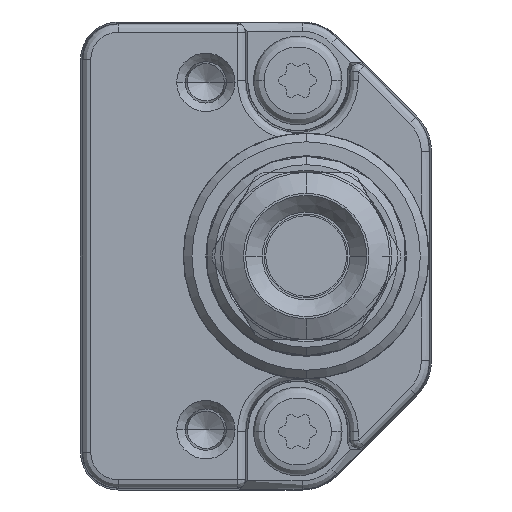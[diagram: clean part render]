
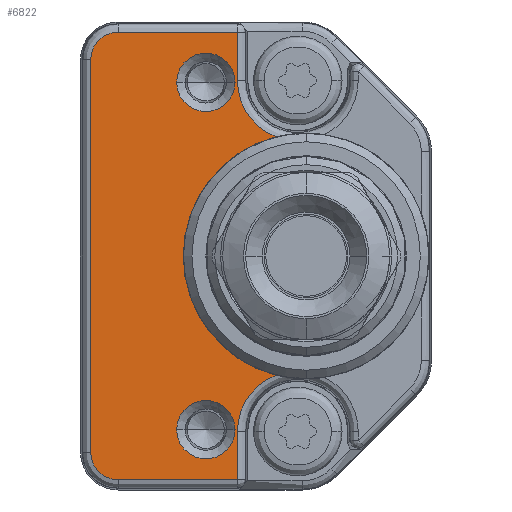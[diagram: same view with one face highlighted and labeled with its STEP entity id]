
A CAD part, left-side view. The second image highlights one B-rep face of the part: STEP entity #6822.
In plain terms, the highlighted planar face has unit normal (-1, 0, 0).
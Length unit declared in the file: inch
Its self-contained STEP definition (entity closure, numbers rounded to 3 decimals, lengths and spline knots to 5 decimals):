
#588=CARTESIAN_POINT('',(-13.,9.29653,-7.1271));
#722=CARTESIAN_POINT('',(-13.,9.29653,7.1271));
#745=CARTESIAN_POINT('',(-13.,8.,-10.5));
#746=DIRECTION('',(1.,0.,0.));
#747=DIRECTION('',(0.,1.,0.));
#748=AXIS2_PLACEMENT_3D('',#745,#746,#747);
#750=DIRECTION('',(0.,0.,1.));
#751=VECTOR('',#750,2.8909);
#752=CARTESIAN_POINT('',(-13.,11.61353,-13.3909));
#753=LINE('',#752,#751);
#754=DIRECTION('',(0.,-1.,0.));
#755=VECTOR('',#754,7.13647);
#756=CARTESIAN_POINT('',(-13.,18.75,-13.3909));
#757=LINE('',#756,#755);
#758=CARTESIAN_POINT('',(-13.,18.75,-11.75));
#759=DIRECTION('',(-1.,0.,0.));
#760=DIRECTION('',(0.,1.,0.));
#761=AXIS2_PLACEMENT_3D('',#758,#759,#760);
#763=DIRECTION('',(0.,0.,-1.));
#764=VECTOR('',#763,23.5);
#765=CARTESIAN_POINT('',(-13.,20.3909,11.75));
#766=LINE('',#765,#764);
#767=CARTESIAN_POINT('',(-13.,18.75,11.75));
#768=DIRECTION('',(-1.,0.,0.));
#769=DIRECTION('',(0.,0.,1.));
#770=AXIS2_PLACEMENT_3D('',#767,#768,#769);
#772=DIRECTION('',(0.,1.,0.));
#773=VECTOR('',#772,7.13647);
#774=CARTESIAN_POINT('',(-13.,11.61353,13.3909));
#775=LINE('',#774,#773);
#776=DIRECTION('',(0.,0.,1.));
#777=VECTOR('',#776,2.8909);
#778=CARTESIAN_POINT('',(-13.,11.61353,10.5));
#779=LINE('',#778,#777);
#780=CARTESIAN_POINT('',(-13.,8.,10.5));
#781=DIRECTION('',(1.,0.,0.));
#782=DIRECTION('',(0.,0.359,-0.933));
#783=AXIS2_PLACEMENT_3D('',#780,#781,#782);
#785=CARTESIAN_POINT('',(-13.,7.5,0.));
#786=DIRECTION('',(-1.,0.,0.));
#787=DIRECTION('',(0.,0.244,0.97));
#788=AXIS2_PLACEMENT_3D('',#785,#786,#787);
#790=CARTESIAN_POINT('',(-13.,13.5,-10.3923));
#791=DIRECTION('',(1.,0.,0.));
#792=DIRECTION('',(0.,-1.,0.));
#793=AXIS2_PLACEMENT_3D('',#790,#791,#792);
#795=CARTESIAN_POINT('',(-13.,13.5,-10.3923));
#796=DIRECTION('',(1.,0.,0.));
#797=DIRECTION('',(0.,1.,0.));
#798=AXIS2_PLACEMENT_3D('',#795,#796,#797);
#800=CARTESIAN_POINT('',(-13.,13.5,10.3923));
#801=DIRECTION('',(1.,0.,0.));
#802=DIRECTION('',(0.,-1.,0.));
#803=AXIS2_PLACEMENT_3D('',#800,#801,#802);
#805=CARTESIAN_POINT('',(-13.,13.5,10.3923));
#806=DIRECTION('',(1.,0.,0.));
#807=DIRECTION('',(0.,1.,0.));
#808=AXIS2_PLACEMENT_3D('',#805,#806,#807);
#5050=VERTEX_POINT('',#588);
#5051=VERTEX_POINT('',#722);
#5068=CARTESIAN_POINT('',(-13.,20.3909,-11.75));
#5069=CARTESIAN_POINT('',(-13.,18.75,-13.3909));
#5070=VERTEX_POINT('',#5068);
#5071=VERTEX_POINT('',#5069);
#5076=CARTESIAN_POINT('',(-13.,20.3909,11.75));
#5077=VERTEX_POINT('',#5076);
#5080=CARTESIAN_POINT('',(-13.,18.75,13.3909));
#5081=VERTEX_POINT('',#5080);
#5110=CARTESIAN_POINT('',(-13.,11.61353,-10.5));
#5111=VERTEX_POINT('',#5110);
#5112=CARTESIAN_POINT('',(-13.,11.61353,-13.3909));
#5113=VERTEX_POINT('',#5112);
#5130=CARTESIAN_POINT('',(-13.,11.61353,10.5));
#5131=VERTEX_POINT('',#5130);
#5132=CARTESIAN_POINT('',(-13.,11.61353,13.3909));
#5133=VERTEX_POINT('',#5132);
#5191=CARTESIAN_POINT('',(-13.,11.75,-10.3923));
#5192=CARTESIAN_POINT('',(-13.,15.25,-10.3923));
#5193=VERTEX_POINT('',#5191);
#5194=VERTEX_POINT('',#5192);
#5199=CARTESIAN_POINT('',(-13.,11.75,10.3923));
#5200=CARTESIAN_POINT('',(-13.,15.25,10.3923));
#5201=VERTEX_POINT('',#5199);
#5202=VERTEX_POINT('',#5200);
#6787=CARTESIAN_POINT('',(-13.,0.,0.));
#6788=DIRECTION('',(-1.,0.,0.));
#6789=DIRECTION('',(0.,0.,1.));
#6790=AXIS2_PLACEMENT_3D('',#6787,#6788,#6789);
#6791=PLANE('',#6790);
#6792=ORIENTED_EDGE('',*,*,#6635,.F.);
#6794=ORIENTED_EDGE('',*,*,#6793,.F.);
#6796=ORIENTED_EDGE('',*,*,#6795,.F.);
#6798=ORIENTED_EDGE('',*,*,#6797,.F.);
#6800=ORIENTED_EDGE('',*,*,#6799,.F.);
#6802=ORIENTED_EDGE('',*,*,#6801,.F.);
#6804=ORIENTED_EDGE('',*,*,#6803,.F.);
#6805=ORIENTED_EDGE('',*,*,#6778,.F.);
#6806=ORIENTED_EDGE('',*,*,#6736,.F.);
#6807=ORIENTED_EDGE('',*,*,#6650,.T.);
#6808=EDGE_LOOP('',(#6792,#6794,#6796,#6798,#6800,#6802,#6804,#6805,#6806,
#6807));
#6809=FACE_OUTER_BOUND('',#6808,.F.);
#6811=ORIENTED_EDGE('',*,*,#6810,.F.);
#6813=ORIENTED_EDGE('',*,*,#6812,.F.);
#6814=EDGE_LOOP('',(#6811,#6813));
#6815=FACE_BOUND('',#6814,.F.);
#6817=ORIENTED_EDGE('',*,*,#6816,.F.);
#6819=ORIENTED_EDGE('',*,*,#6818,.F.);
#6820=EDGE_LOOP('',(#6817,#6819));
#6821=FACE_BOUND('',#6820,.F.);
#6822=ADVANCED_FACE('',(#6809,#6815,#6821),#6791,.T.);
#749=CIRCLE('',#748,3.61353);
#762=CIRCLE('',#761,1.6409);
#771=CIRCLE('',#770,1.6409);
#784=CIRCLE('',#783,3.61353);
#789=CIRCLE('',#788,7.35);
#794=CIRCLE('',#793,1.75);
#799=CIRCLE('',#798,1.75);
#804=CIRCLE('',#803,1.75);
#809=CIRCLE('',#808,1.75);
#6635=EDGE_CURVE('',#5111,#5050,#749,.T.);
#6650=EDGE_CURVE('',#5051,#5050,#789,.T.);
#6736=EDGE_CURVE('',#5051,#5131,#784,.T.);
#6778=EDGE_CURVE('',#5131,#5133,#779,.T.);
#6793=EDGE_CURVE('',#5113,#5111,#753,.T.);
#6795=EDGE_CURVE('',#5071,#5113,#757,.T.);
#6797=EDGE_CURVE('',#5070,#5071,#762,.T.);
#6799=EDGE_CURVE('',#5077,#5070,#766,.T.);
#6801=EDGE_CURVE('',#5081,#5077,#771,.T.);
#6803=EDGE_CURVE('',#5133,#5081,#775,.T.);
#6810=EDGE_CURVE('',#5193,#5194,#794,.T.);
#6812=EDGE_CURVE('',#5194,#5193,#799,.T.);
#6816=EDGE_CURVE('',#5201,#5202,#804,.T.);
#6818=EDGE_CURVE('',#5202,#5201,#809,.T.);
